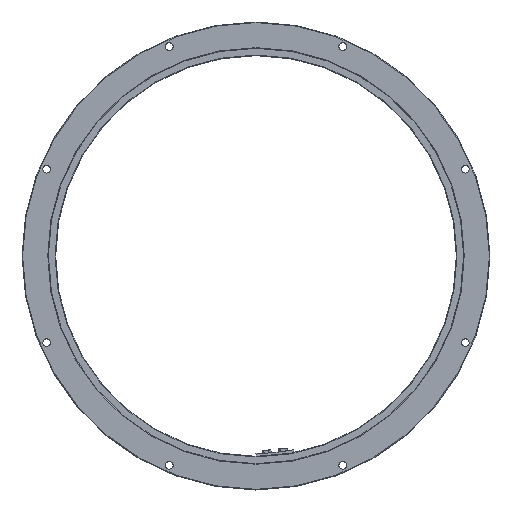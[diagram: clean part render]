
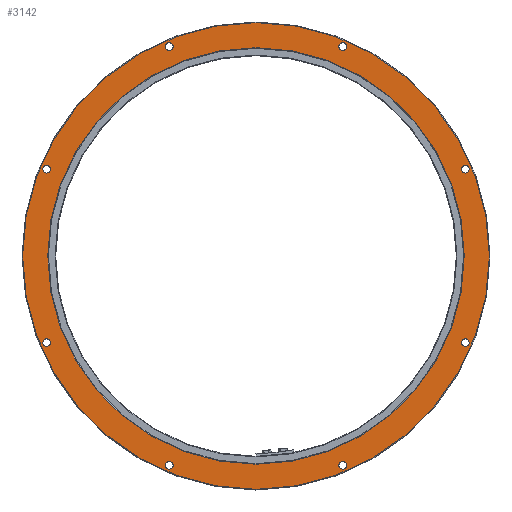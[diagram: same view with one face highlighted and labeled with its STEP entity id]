
A CAD part, top view. The second image highlights one B-rep face of the part: STEP entity #3142.
In plain terms, the highlighted planar face has unit normal (0, 0, 1).
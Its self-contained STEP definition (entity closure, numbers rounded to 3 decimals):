
#19 = CARTESIAN_POINT ( 'NONE',  ( -356., 0., 32.5 ) ) ;
#31 = CIRCLE ( 'NONE', #880, 6.5 ) ;
#98 = DIRECTION ( 'NONE',  ( 0., 0., -1. ) ) ;
#163 = DIRECTION ( 'NONE',  ( 0., 0., -1. ) ) ;
#171 = VERTEX_POINT ( 'NONE', #4709 ) ;
#179 = ORIENTED_EDGE ( 'NONE', *, *, #3872, .T. ) ;
#181 = DIRECTION ( 'NONE',  ( 0., 0., -1. ) ) ;
#212 = DIRECTION ( 'NONE',  ( -1., 0., 0. ) ) ;
#291 = VERTEX_POINT ( 'NONE', #4362 ) ;
#334 = FACE_BOUND ( 'NONE', #3572, .T. ) ;
#384 = CARTESIAN_POINT ( 'NONE',  ( -154.79, 358.003, 32.5 ) ) ;
#536 = EDGE_LOOP ( 'NONE', ( #3838 ) ) ;
#548 = DIRECTION ( 'NONE',  ( 0., 0., -1. ) ) ;
#572 = DIRECTION ( 'NONE',  ( -1., 0., 0. ) ) ;
#591 = CARTESIAN_POINT ( 'NONE',  ( -355., 0., 32.5 ) ) ;
#609 = CARTESIAN_POINT ( 'NONE',  ( 148.29, -358.003, 32.5 ) ) ;
#637 = FACE_BOUND ( 'NONE', #1805, .T. ) ;
#780 = CARTESIAN_POINT ( 'NONE',  ( -364.503, 148.29, 32.5 ) ) ;
#804 = CARTESIAN_POINT ( 'NONE',  ( -399., 0., 32.5 ) ) ;
#832 = FACE_BOUND ( 'NONE', #2499, .T. ) ;
#879 = DIRECTION ( 'NONE',  ( -1., 0., 0. ) ) ;
#880 = AXIS2_PLACEMENT_3D ( 'NONE', #2491, #4914, #4928 ) ;
#890 = DIRECTION ( 'NONE',  ( -1., 0., 0. ) ) ;
#924 = CIRCLE ( 'NONE', #4420, 6.5 ) ;
#970 = ORIENTED_EDGE ( 'NONE', *, *, #3771, .T. ) ;
#1090 = CIRCLE ( 'NONE', #1168, 399. ) ;
#1167 = ORIENTED_EDGE ( 'NONE', *, *, #3268, .T. ) ;
#1168 = AXIS2_PLACEMENT_3D ( 'NONE', #4611, #1806, #212 ) ;
#1324 = EDGE_CURVE ( 'NONE', #2164, #2164, #1090, .T. ) ;
#1361 = DIRECTION ( 'NONE',  ( -1., 0., 0. ) ) ;
#1374 = PLANE ( 'NONE',  #4378 ) ;
#1407 = CIRCLE ( 'NONE', #1875, 6.5 ) ;
#1482 = VERTEX_POINT ( 'NONE', #780 ) ;
#1483 = EDGE_LOOP ( 'NONE', ( #970 ) ) ;
#1516 = FACE_OUTER_BOUND ( 'NONE', #4260, .T. ) ;
#1645 = AXIS2_PLACEMENT_3D ( 'NONE', #1717, #4475, #4052 ) ;
#1701 = EDGE_CURVE ( 'NONE', #4220, #4220, #1407, .T. ) ;
#1717 = CARTESIAN_POINT ( 'NONE',  ( -148.29, 358.003, 32.5 ) ) ;
#1763 = CARTESIAN_POINT ( 'NONE',  ( -358.003, 148.29, 32.5 ) ) ;
#1777 = DIRECTION ( 'NONE',  ( -1., 0., 0. ) ) ;
#1797 = ORIENTED_EDGE ( 'NONE', *, *, #1324, .T. ) ;
#1805 = EDGE_LOOP ( 'NONE', ( #1849 ) ) ;
#1806 = DIRECTION ( 'NONE',  ( 0., 0., 1. ) ) ;
#1849 = ORIENTED_EDGE ( 'NONE', *, *, #4951, .T. ) ;
#1875 = AXIS2_PLACEMENT_3D ( 'NONE', #2158, #548, #2922 ) ;
#1919 = ORIENTED_EDGE ( 'NONE', *, *, #3067, .T. ) ;
#1922 = AXIS2_PLACEMENT_3D ( 'NONE', #4866, #98, #890 ) ;
#1924 = VERTEX_POINT ( 'NONE', #3990 ) ;
#2030 = CIRCLE ( 'NONE', #3354, 6.5 ) ;
#2158 = CARTESIAN_POINT ( 'NONE',  ( 148.29, 358.003, 32.5 ) ) ;
#2164 = VERTEX_POINT ( 'NONE', #804 ) ;
#2203 = CIRCLE ( 'NONE', #1922, 6.5 ) ;
#2326 = CIRCLE ( 'NONE', #3757, 6.5 ) ;
#2351 = CARTESIAN_POINT ( 'NONE',  ( 141.79, -358.003, 32.5 ) ) ;
#2429 = EDGE_LOOP ( 'NONE', ( #4755 ) ) ;
#2464 = FACE_BOUND ( 'NONE', #2721, .T. ) ;
#2491 = CARTESIAN_POINT ( 'NONE',  ( 358.003, -148.29, 32.5 ) ) ;
#2499 = EDGE_LOOP ( 'NONE', ( #4140 ) ) ;
#2651 = DIRECTION ( 'NONE',  ( -1., 0., 0. ) ) ;
#2721 = EDGE_LOOP ( 'NONE', ( #1167 ) ) ;
#2783 = FACE_BOUND ( 'NONE', #3483, .T. ) ;
#2903 = FACE_BOUND ( 'NONE', #536, .T. ) ;
#2906 = EDGE_CURVE ( 'NONE', #291, #291, #2030, .T. ) ;
#2922 = DIRECTION ( 'NONE',  ( -1., 0., 0. ) ) ;
#2963 = DIRECTION ( 'NONE',  ( 0., 0., -1. ) ) ;
#2978 = VERTEX_POINT ( 'NONE', #3592 ) ;
#3036 = EDGE_CURVE ( 'NONE', #4039, #4039, #4571, .T. ) ;
#3067 = EDGE_CURVE ( 'NONE', #2978, #2978, #2203, .T. ) ;
#3142 = ADVANCED_FACE ( 'NONE', ( #3956, #334, #637, #2903, #2783, #2464, #3216, #832, #4382, #1516 ), #1374, .F. ) ;
#3216 = FACE_BOUND ( 'NONE', #3842, .T. ) ;
#3227 = AXIS2_PLACEMENT_3D ( 'NONE', #4468, #4880, #4075 ) ;
#3268 = EDGE_CURVE ( 'NONE', #1482, #1482, #2326, .T. ) ;
#3354 = AXIS2_PLACEMENT_3D ( 'NONE', #4668, #181, #2651 ) ;
#3483 = EDGE_LOOP ( 'NONE', ( #1919 ) ) ;
#3556 = CARTESIAN_POINT ( 'NONE',  ( 141.79, 358.003, 32.5 ) ) ;
#3572 = EDGE_LOOP ( 'NONE', ( #179 ) ) ;
#3592 = CARTESIAN_POINT ( 'NONE',  ( -364.503, -148.29, 32.5 ) ) ;
#3625 = DIRECTION ( 'NONE',  ( 0., 0., -1. ) ) ;
#3757 = AXIS2_PLACEMENT_3D ( 'NONE', #1763, #2963, #572 ) ;
#3771 = EDGE_CURVE ( 'NONE', #3912, #3912, #4624, .T. ) ;
#3838 = ORIENTED_EDGE ( 'NONE', *, *, #4395, .T. ) ;
#3842 = EDGE_LOOP ( 'NONE', ( #4770 ) ) ;
#3872 = EDGE_CURVE ( 'NONE', #1924, #1924, #31, .T. ) ;
#3912 = VERTEX_POINT ( 'NONE', #19 ) ;
#3956 = FACE_BOUND ( 'NONE', #2429, .T. ) ;
#3990 = CARTESIAN_POINT ( 'NONE',  ( 351.503, -148.29, 32.5 ) ) ;
#4039 = VERTEX_POINT ( 'NONE', #384 ) ;
#4052 = DIRECTION ( 'NONE',  ( -1., 0., 0. ) ) ;
#4075 = DIRECTION ( 'NONE',  ( -1., 0., 0. ) ) ;
#4140 = ORIENTED_EDGE ( 'NONE', *, *, #1701, .T. ) ;
#4220 = VERTEX_POINT ( 'NONE', #3556 ) ;
#4260 = EDGE_LOOP ( 'NONE', ( #1797 ) ) ;
#4362 = CARTESIAN_POINT ( 'NONE',  ( 351.503, 148.29, 32.5 ) ) ;
#4378 = AXIS2_PLACEMENT_3D ( 'NONE', #591, #163, #1361 ) ;
#4382 = FACE_BOUND ( 'NONE', #1483, .T. ) ;
#4395 = EDGE_CURVE ( 'NONE', #171, #171, #4849, .T. ) ;
#4420 = AXIS2_PLACEMENT_3D ( 'NONE', #609, #4587, #1777 ) ;
#4468 = CARTESIAN_POINT ( 'NONE',  ( 0., 0., 32.5 ) ) ;
#4475 = DIRECTION ( 'NONE',  ( 0., 0., -1. ) ) ;
#4571 = CIRCLE ( 'NONE', #1645, 6.5 ) ;
#4581 = AXIS2_PLACEMENT_3D ( 'NONE', #4796, #3625, #879 ) ;
#4587 = DIRECTION ( 'NONE',  ( 0., 0., -1. ) ) ;
#4611 = CARTESIAN_POINT ( 'NONE',  ( 0., 0., 32.5 ) ) ;
#4624 = CIRCLE ( 'NONE', #3227, 356. ) ;
#4668 = CARTESIAN_POINT ( 'NONE',  ( 358.003, 148.29, 32.5 ) ) ;
#4709 = CARTESIAN_POINT ( 'NONE',  ( -154.79, -358.003, 32.5 ) ) ;
#4755 = ORIENTED_EDGE ( 'NONE', *, *, #2906, .T. ) ;
#4770 = ORIENTED_EDGE ( 'NONE', *, *, #3036, .T. ) ;
#4796 = CARTESIAN_POINT ( 'NONE',  ( -148.29, -358.003, 32.5 ) ) ;
#4849 = CIRCLE ( 'NONE', #4581, 6.5 ) ;
#4866 = CARTESIAN_POINT ( 'NONE',  ( -358.003, -148.29, 32.5 ) ) ;
#4880 = DIRECTION ( 'NONE',  ( 0., 0., -1. ) ) ;
#4914 = DIRECTION ( 'NONE',  ( 0., 0., -1. ) ) ;
#4928 = DIRECTION ( 'NONE',  ( -1., 0., 0. ) ) ;
#4951 = EDGE_CURVE ( 'NONE', #4957, #4957, #924, .T. ) ;
#4957 = VERTEX_POINT ( 'NONE', #2351 ) ;
